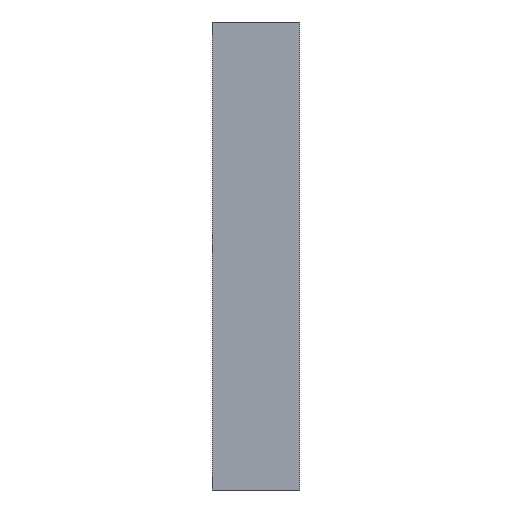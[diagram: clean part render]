
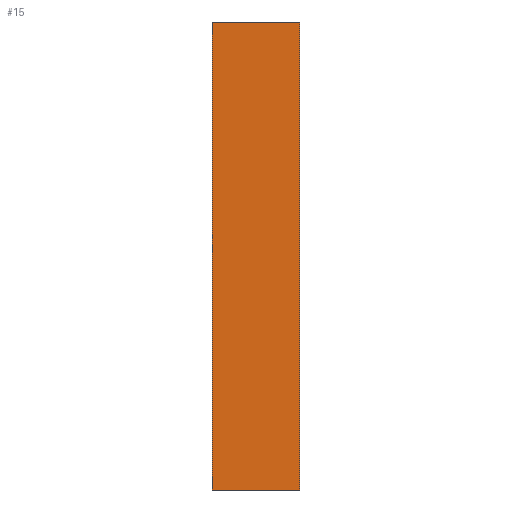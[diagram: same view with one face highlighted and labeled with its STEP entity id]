
A CAD part, left-side view. The second image highlights one B-rep face of the part: STEP entity #15.
In plain terms, the highlighted planar face has unit normal (-1, 0, 0).
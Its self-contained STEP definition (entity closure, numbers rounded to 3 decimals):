
#13 = EDGE_CURVE ( 'NONE', #325, #23, #491, .T. ) ;
#14 = ORIENTED_EDGE ( 'NONE', *, *, #210, .F. ) ;
#15 = ADVANCED_FACE ( 'NONE', ( #495 ), #494, .F. ) ;
#16 = EDGE_LOOP ( 'NONE', ( #63, #64, #14, #69 ) ) ;
#23 = VERTEX_POINT ( 'NONE', #482 ) ;
#35 = EDGE_CURVE ( 'NONE', #36, #23, #508, .T. ) ;
#36 = VERTEX_POINT ( 'NONE', #513 ) ;
#63 = ORIENTED_EDGE ( 'NONE', *, *, #35, .T. ) ;
#64 = ORIENTED_EDGE ( 'NONE', *, *, #13, .F. ) ;
#69 = ORIENTED_EDGE ( 'NONE', *, *, #70, .T. ) ;
#70 = EDGE_CURVE ( 'NONE', #71, #36, #413, .T. ) ;
#71 = VERTEX_POINT ( 'NONE', #414 ) ;
#210 = EDGE_CURVE ( 'NONE', #71, #325, #771, .T. ) ;
#325 = VERTEX_POINT ( 'NONE', #753 ) ;
#411 = DIRECTION ( 'NONE',  ( 0., -1., 0. ) ) ;
#412 = VECTOR ( 'NONE', #411, 1000. ) ;
#413 = LINE ( 'NONE', #419, #412 ) ;
#414 = CARTESIAN_POINT ( 'NONE',  ( -40., 15., -40. ) ) ;
#419 = CARTESIAN_POINT ( 'NONE',  ( -40., 15., -40. ) ) ;
#481 = DIRECTION ( 'NONE',  ( 0., 0., -1. ) ) ;
#482 = CARTESIAN_POINT ( 'NONE',  ( -40., 0., 40. ) ) ;
#487 = AXIS2_PLACEMENT_3D ( 'NONE', #503, #492, #481 ) ;
#488 = DIRECTION ( 'NONE',  ( 0., -1., 0. ) ) ;
#489 = VECTOR ( 'NONE', #488, 1000. ) ;
#490 = CARTESIAN_POINT ( 'NONE',  ( -40., 15., 40. ) ) ;
#491 = LINE ( 'NONE', #490, #489 ) ;
#492 = DIRECTION ( 'NONE',  ( 1., 0., 0. ) ) ;
#494 = PLANE ( 'NONE',  #487 ) ;
#495 = FACE_OUTER_BOUND ( 'NONE', #16, .T. ) ;
#500 = CARTESIAN_POINT ( 'NONE',  ( -40., 0., 40. ) ) ;
#503 = CARTESIAN_POINT ( 'NONE',  ( -40., 15., 40. ) ) ;
#506 = DIRECTION ( 'NONE',  ( 0., 0., 1. ) ) ;
#507 = VECTOR ( 'NONE', #506, 1000. ) ;
#508 = LINE ( 'NONE', #500, #507 ) ;
#513 = CARTESIAN_POINT ( 'NONE',  ( -40., 0., -40. ) ) ;
#549 = DIRECTION ( 'NONE',  ( 0., 0., 1. ) ) ;
#550 = VECTOR ( 'NONE', #549, 1000. ) ;
#617 = CARTESIAN_POINT ( 'NONE',  ( -40., 15., 40. ) ) ;
#753 = CARTESIAN_POINT ( 'NONE',  ( -40., 15., 40. ) ) ;
#771 = LINE ( 'NONE', #617, #550 ) ;
